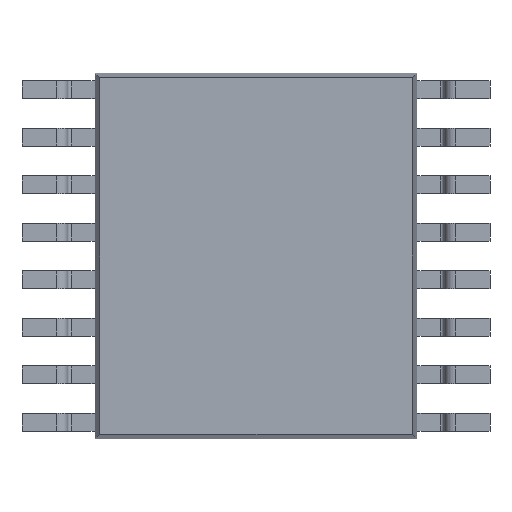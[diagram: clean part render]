
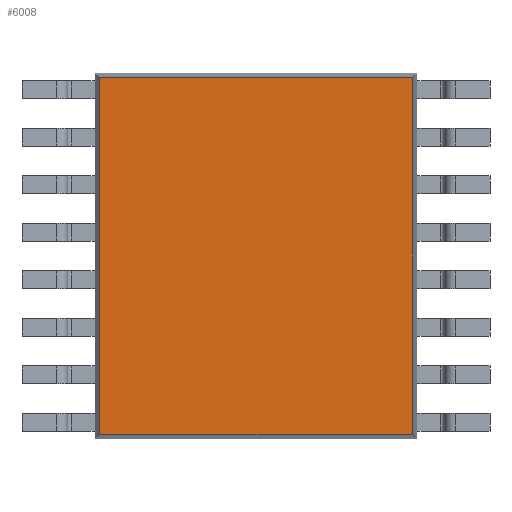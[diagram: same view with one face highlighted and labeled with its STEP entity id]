
A CAD part, front view. The second image highlights one B-rep face of the part: STEP entity #6008.
In plain terms, the highlighted planar face has unit normal (0, -1, 0).
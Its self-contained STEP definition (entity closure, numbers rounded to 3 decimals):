
#340 = EDGE_CURVE ( 'NONE', #5424, #3570, #5819, .T. ) ;
#680 = EDGE_CURVE ( 'NONE', #1229, #4686, #5183, .T. ) ;
#945 = VECTOR ( 'NONE', #2917, 1000. ) ;
#1179 = ORIENTED_EDGE ( 'NONE', *, *, #340, .T. ) ;
#1229 = VERTEX_POINT ( 'NONE', #4252 ) ;
#1450 = CARTESIAN_POINT ( 'NONE',  ( 0., 0.11, 0. ) ) ;
#1554 = DIRECTION ( 'NONE',  ( 0., -1., 0. ) ) ;
#2041 = PLANE ( 'NONE',  #7075 ) ;
#2682 = ORIENTED_EDGE ( 'NONE', *, *, #680, .T. ) ;
#2805 = EDGE_CURVE ( 'NONE', #3570, #1229, #6969, .T. ) ;
#2916 = VECTOR ( 'NONE', #4600, 1000. ) ;
#2917 = DIRECTION ( 'NONE',  ( -1., 0., 0. ) ) ;
#2942 = CARTESIAN_POINT ( 'NONE',  ( 2.2, 0.11, 2.437 ) ) ;
#3570 = VERTEX_POINT ( 'NONE', #3614 ) ;
#3614 = CARTESIAN_POINT ( 'NONE',  ( 2.137, 0.11, 2.437 ) ) ;
#3646 = EDGE_LOOP ( 'NONE', ( #5879, #1179, #6080, #2682 ) ) ;
#4252 = CARTESIAN_POINT ( 'NONE',  ( -2.137, 0.11, 2.437 ) ) ;
#4259 = CARTESIAN_POINT ( 'NONE',  ( 2.137, 0.11, -2.437 ) ) ;
#4436 = EDGE_CURVE ( 'NONE', #4686, #5424, #6919, .T. ) ;
#4466 = VECTOR ( 'NONE', #7232, 1000. ) ;
#4498 = FACE_OUTER_BOUND ( 'NONE', #3646, .T. ) ;
#4600 = DIRECTION ( 'NONE',  ( 1., 0., 0. ) ) ;
#4686 = VERTEX_POINT ( 'NONE', #6474 ) ;
#5157 = CARTESIAN_POINT ( 'NONE',  ( -2.2, 0.11, -2.437 ) ) ;
#5183 = LINE ( 'NONE', #6685, #6405 ) ;
#5424 = VERTEX_POINT ( 'NONE', #4259 ) ;
#5469 = DIRECTION ( 'NONE',  ( 0., 0., -1. ) ) ;
#5574 = DIRECTION ( 'NONE',  ( 0., 0., -1. ) ) ;
#5772 = CARTESIAN_POINT ( 'NONE',  ( 2.137, 0.11, -2.5 ) ) ;
#5819 = LINE ( 'NONE', #5772, #4466 ) ;
#5879 = ORIENTED_EDGE ( 'NONE', *, *, #4436, .T. ) ;
#6008 = ADVANCED_FACE ( 'NONE', ( #4498 ), #2041, .T. ) ;
#6080 = ORIENTED_EDGE ( 'NONE', *, *, #2805, .T. ) ;
#6405 = VECTOR ( 'NONE', #5574, 1000. ) ;
#6474 = CARTESIAN_POINT ( 'NONE',  ( -2.137, 0.11, -2.437 ) ) ;
#6685 = CARTESIAN_POINT ( 'NONE',  ( -2.137, 0.11, 2.5 ) ) ;
#6919 = LINE ( 'NONE', #5157, #2916 ) ;
#6969 = LINE ( 'NONE', #2942, #945 ) ;
#7075 = AXIS2_PLACEMENT_3D ( 'NONE', #1450, #1554, #5469 ) ;
#7232 = DIRECTION ( 'NONE',  ( 0., 0., 1. ) ) ;
